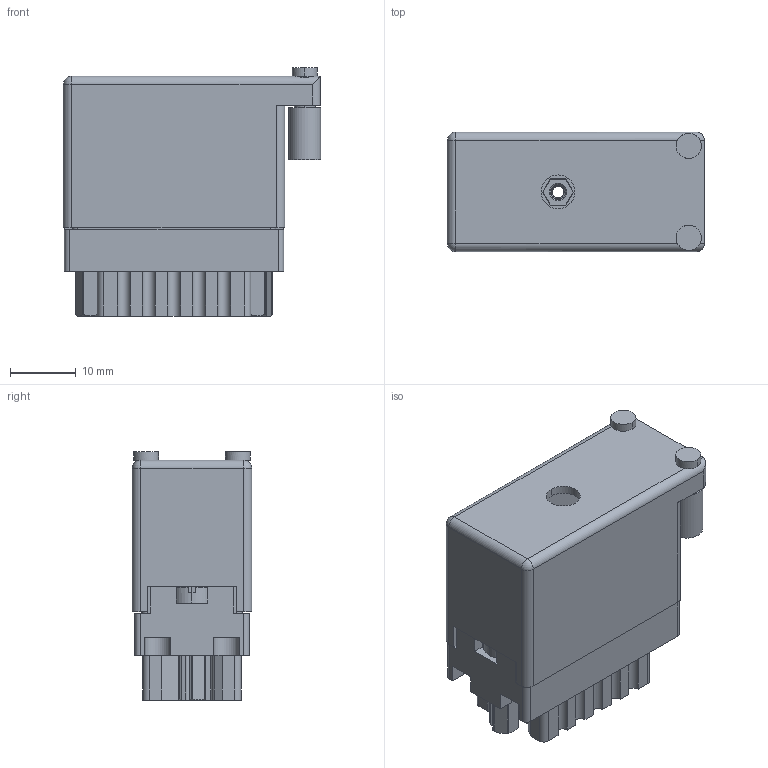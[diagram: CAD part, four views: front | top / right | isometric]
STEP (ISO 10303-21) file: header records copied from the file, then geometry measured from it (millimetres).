
FILE_DESCRIPTION (( 'STEP AP203' ), '1' );
FILE_NAME ('516-020-000-252.STEP', '2020-03-04T16:01:49', ( '' ), ( '' ), 'SwSTEP 2.0', 'SolidWorks 2016', '' );
FILE_SCHEMA (( 'CONFIG_CONTROL_DESIGN' ));
Length unit declared in the file: inch
Products named in the file (7): 516-252-021-102_020; 516-020-000-252; 516 Part Receptacle_020; 516-252-025-100_516-252-025-100; 516-221-020-102_021; 516-230-001_Metal - 020 Side Entry; 516-221-020-102_020
Assembly tree (7 placements, depth 2):
  516-020-000-252
    516 Part Receptacle_020
    516-230-001_Metal - 020 Side Entry
    516-252-021-102_020  x2
    516-221-020-102_020
    516-252-025-100_516-252-025-100
    516-221-020-102_021
Bounding box: 39.12 x 18.16 x 37.77 mm (x, y, z)
Volume: 9261.8 mm3; surface area: 15210 mm2
Topology: 7 solids, 7 shells, 904 faces, 2588 edges, 1703 vertices
Faces by surface type: plane 506, cylinder 318, cone 47, bspline 31, sphere 2
Entity records: 35955 total; most frequent: CARTESIAN_POINT 12293, ORIENTED_EDGE 4984, DIRECTION 4645, EDGE_CURVE 2492, VERTEX_POINT 1643, VECTOR 1605, LINE 1605, AXIS2_PLACEMENT_3D 1520
